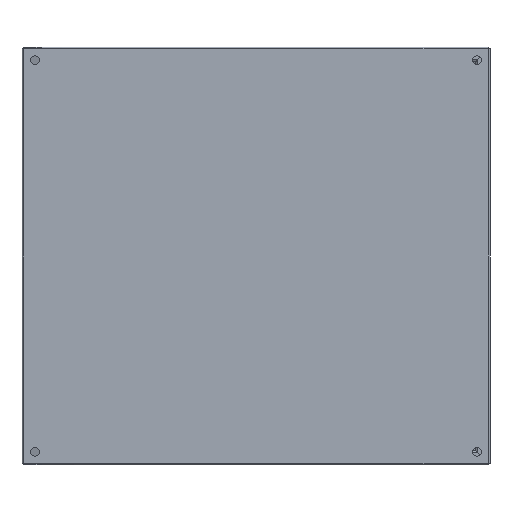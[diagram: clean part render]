
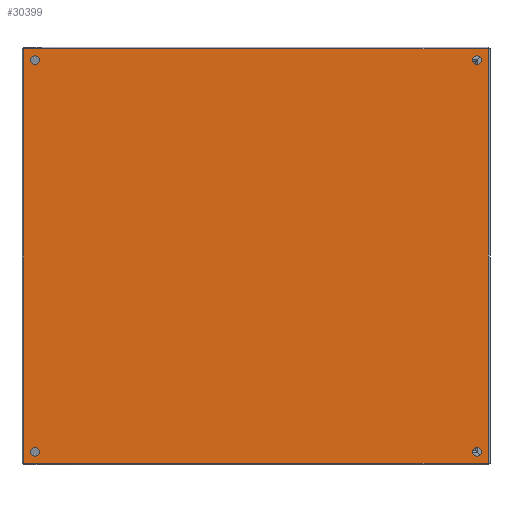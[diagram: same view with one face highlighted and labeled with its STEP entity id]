
A CAD part, left-side view. The second image highlights one B-rep face of the part: STEP entity #30399.
In plain terms, the highlighted face is planar.
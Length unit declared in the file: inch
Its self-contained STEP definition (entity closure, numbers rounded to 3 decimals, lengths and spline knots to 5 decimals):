
#604 = ORIENTED_EDGE ( 'NONE', *, *, #26047, .T. ) ;
#1098 = CIRCLE ( 'NONE', #35316, 0.25 ) ;
#1144 = CARTESIAN_POINT ( 'NONE',  ( 11.5, 0., 12.68209 ) ) ;
#1281 = EDGE_CURVE ( 'NONE', #28882, #26504, #19287, .T. ) ;
#1342 = VECTOR ( 'NONE', #24172, 39.37008 ) ;
#1804 = LINE ( 'NONE', #33787, #26945 ) ;
#2108 = ORIENTED_EDGE ( 'NONE', *, *, #16655, .T. ) ;
#2120 = CIRCLE ( 'NONE', #8775, 0.25 ) ;
#2122 = PLANE ( 'NONE',  #23510 ) ;
#2550 = CIRCLE ( 'NONE', #31465, 0.25 ) ;
#2668 = CARTESIAN_POINT ( 'NONE',  ( 11.25, 0., -12.6975 ) ) ;
#2760 = ORIENTED_EDGE ( 'NONE', *, *, #1281, .T. ) ;
#3287 = CARTESIAN_POINT ( 'NONE',  ( -11.892, 0., 0. ) ) ;
#3602 = DIRECTION ( 'NONE',  ( 0., 0., -1. ) ) ;
#4028 = EDGE_LOOP ( 'NONE', ( #36042, #2108 ) ) ;
#4510 = EDGE_CURVE ( 'NONE', #18733, #15509, #13953, .T. ) ;
#4872 = DIRECTION ( 'NONE',  ( -1., 0., 0. ) ) ;
#5781 = ORIENTED_EDGE ( 'NONE', *, *, #4510, .T. ) ;
#5822 = DIRECTION ( 'NONE',  ( 0., -1., 0. ) ) ;
#6027 = ORIENTED_EDGE ( 'NONE', *, *, #30583, .T. ) ;
#6108 = LINE ( 'NONE', #39027, #1342 ) ;
#6452 = DIRECTION ( 'NONE',  ( -1., 0., 0. ) ) ;
#6484 = DIRECTION ( 'NONE',  ( 0., 0., 1. ) ) ;
#6636 = FACE_BOUND ( 'NONE', #37327, .T. ) ;
#6845 = DIRECTION ( 'NONE',  ( 0., -1., 0. ) ) ;
#7222 = LINE ( 'NONE', #3287, #27114 ) ;
#7987 = CARTESIAN_POINT ( 'NONE',  ( 0., 0., 13.32409 ) ) ;
#7991 = CARTESIAN_POINT ( 'NONE',  ( 11.25, 0., -12.6975 ) ) ;
#8384 = DIRECTION ( 'NONE',  ( -1., 0., 0. ) ) ;
#8775 = AXIS2_PLACEMENT_3D ( 'NONE', #14745, #10898, #28723 ) ;
#8886 = AXIS2_PLACEMENT_3D ( 'NONE', #13362, #31288, #16791 ) ;
#10898 = DIRECTION ( 'NONE',  ( 0., -1., 0. ) ) ;
#11447 = DIRECTION ( 'NONE',  ( -1., 0., 0. ) ) ;
#11736 = DIRECTION ( 'NONE',  ( 0., -1., 0. ) ) ;
#12091 = EDGE_CURVE ( 'NONE', #15509, #18733, #2550, .T. ) ;
#12132 = ORIENTED_EDGE ( 'NONE', *, *, #13652, .T. ) ;
#12601 = CIRCLE ( 'NONE', #20624, 0.25 ) ;
#12617 = EDGE_CURVE ( 'NONE', #26504, #28882, #16709, .T. ) ;
#13219 = ORIENTED_EDGE ( 'NONE', *, *, #26895, .T. ) ;
#13362 = CARTESIAN_POINT ( 'NONE',  ( -11.25, 0., 12.68209 ) ) ;
#13470 = ORIENTED_EDGE ( 'NONE', *, *, #23245, .T. ) ;
#13614 = CARTESIAN_POINT ( 'NONE',  ( 11.892, 0., 13.32409 ) ) ;
#13652 = EDGE_CURVE ( 'NONE', #33098, #27060, #1804, .T. ) ;
#13953 = CIRCLE ( 'NONE', #14853, 0.25 ) ;
#14594 = AXIS2_PLACEMENT_3D ( 'NONE', #15641, #6845, #6452 ) ;
#14745 = CARTESIAN_POINT ( 'NONE',  ( 11.25, 0., 12.68209 ) ) ;
#14765 = FACE_BOUND ( 'NONE', #23507, .T. ) ;
#14853 = AXIS2_PLACEMENT_3D ( 'NONE', #7991, #29293, #4872 ) ;
#15182 = DIRECTION ( 'NONE',  ( -1., 0., 0. ) ) ;
#15356 = CARTESIAN_POINT ( 'NONE',  ( -11.892, 0., 13.32409 ) ) ;
#15404 = EDGE_CURVE ( 'NONE', #32884, #33098, #22369, .T. ) ;
#15509 = VERTEX_POINT ( 'NONE', #32416 ) ;
#15628 = DIRECTION ( 'NONE',  ( 0., -1., 0. ) ) ;
#15641 = CARTESIAN_POINT ( 'NONE',  ( -11.25, 0., -12.6975 ) ) ;
#15710 = ORIENTED_EDGE ( 'NONE', *, *, #12091, .T. ) ;
#15838 = EDGE_CURVE ( 'NONE', #19023, #28836, #25563, .T. ) ;
#16655 = EDGE_CURVE ( 'NONE', #19786, #23436, #12601, .T. ) ;
#16709 = CIRCLE ( 'NONE', #24923, 0.25 ) ;
#16791 = DIRECTION ( 'NONE',  ( -1., 0., 0. ) ) ;
#17428 = ORIENTED_EDGE ( 'NONE', *, *, #29433, .T. ) ;
#17550 = VERTEX_POINT ( 'NONE', #23562 ) ;
#17937 = CARTESIAN_POINT ( 'NONE',  ( 11.25, 0., 12.68209 ) ) ;
#18086 = CARTESIAN_POINT ( 'NONE',  ( -11.5, 0., 12.68209 ) ) ;
#18329 = DIRECTION ( 'NONE',  ( -1., 0., 0. ) ) ;
#18368 = EDGE_CURVE ( 'NONE', #23436, #19786, #2120, .T. ) ;
#18686 = CARTESIAN_POINT ( 'NONE',  ( 0., 0., -13.3395 ) ) ;
#18733 = VERTEX_POINT ( 'NONE', #31942 ) ;
#18974 = VECTOR ( 'NONE', #6484, 39.37008 ) ;
#19023 = VERTEX_POINT ( 'NONE', #27585 ) ;
#19287 = CIRCLE ( 'NONE', #14594, 0.25 ) ;
#19786 = VERTEX_POINT ( 'NONE', #1144 ) ;
#19981 = FACE_BOUND ( 'NONE', #4028, .T. ) ;
#20624 = AXIS2_PLACEMENT_3D ( 'NONE', #17937, #5822, #18329 ) ;
#20725 = DIRECTION ( 'NONE',  ( 0., 1., 0. ) ) ;
#21213 = EDGE_LOOP ( 'NONE', ( #23879, #2760 ) ) ;
#21622 = CARTESIAN_POINT ( 'NONE',  ( -11.892, 0., 0. ) ) ;
#21720 = DIRECTION ( 'NONE',  ( -1., 0., 0. ) ) ;
#22369 = LINE ( 'NONE', #7987, #25636 ) ;
#23245 = EDGE_CURVE ( 'NONE', #17550, #35803, #7222, .T. ) ;
#23436 = VERTEX_POINT ( 'NONE', #28734 ) ;
#23472 = EDGE_LOOP ( 'NONE', ( #604, #13470, #6027, #29770, #12132, #13219 ) ) ;
#23507 = EDGE_LOOP ( 'NONE', ( #17428, #24975 ) ) ;
#23510 = AXIS2_PLACEMENT_3D ( 'NONE', #29705, #20725, #8384 ) ;
#23562 = CARTESIAN_POINT ( 'NONE',  ( -11.892, 0., -13.3395 ) ) ;
#23879 = ORIENTED_EDGE ( 'NONE', *, *, #12617, .T. ) ;
#24172 = DIRECTION ( 'NONE',  ( 0., 0., -1. ) ) ;
#24663 = FACE_OUTER_BOUND ( 'NONE', #23472, .T. ) ;
#24923 = AXIS2_PLACEMENT_3D ( 'NONE', #29418, #29545, #11447 ) ;
#24975 = ORIENTED_EDGE ( 'NONE', *, *, #15838, .T. ) ;
#25563 = CIRCLE ( 'NONE', #8886, 0.25 ) ;
#25636 = VECTOR ( 'NONE', #31883, 39.37008 ) ;
#25736 = CARTESIAN_POINT ( 'NONE',  ( -11.5, 0., -12.6975 ) ) ;
#25952 = VERTEX_POINT ( 'NONE', #36502 ) ;
#26047 = EDGE_CURVE ( 'NONE', #25952, #17550, #29028, .T. ) ;
#26504 = VERTEX_POINT ( 'NONE', #25736 ) ;
#26895 = EDGE_CURVE ( 'NONE', #27060, #25952, #6108, .T. ) ;
#26945 = VECTOR ( 'NONE', #3602, 39.37008 ) ;
#27044 = CARTESIAN_POINT ( 'NONE',  ( -11.892, 0., 12.32409 ) ) ;
#27045 = DIRECTION ( 'NONE',  ( 0., 0., 1. ) ) ;
#27060 = VERTEX_POINT ( 'NONE', #33861 ) ;
#27114 = VECTOR ( 'NONE', #27045, 39.37008 ) ;
#27585 = CARTESIAN_POINT ( 'NONE',  ( -11., 0., 12.68209 ) ) ;
#28723 = DIRECTION ( 'NONE',  ( -1., 0., 0. ) ) ;
#28734 = CARTESIAN_POINT ( 'NONE',  ( 11., 0., 12.68209 ) ) ;
#28836 = VERTEX_POINT ( 'NONE', #18086 ) ;
#28882 = VERTEX_POINT ( 'NONE', #39271 ) ;
#29028 = LINE ( 'NONE', #18686, #33242 ) ;
#29293 = DIRECTION ( 'NONE',  ( 0., -1., 0. ) ) ;
#29418 = CARTESIAN_POINT ( 'NONE',  ( -11.25, 0., -12.6975 ) ) ;
#29433 = EDGE_CURVE ( 'NONE', #28836, #19023, #1098, .T. ) ;
#29545 = DIRECTION ( 'NONE',  ( 0., -1., 0. ) ) ;
#29705 = CARTESIAN_POINT ( 'NONE',  ( 0., 0., 0. ) ) ;
#29770 = ORIENTED_EDGE ( 'NONE', *, *, #15404, .T. ) ;
#30300 = CARTESIAN_POINT ( 'NONE',  ( -11.25, 0., 12.68209 ) ) ;
#30399 = ADVANCED_FACE ( 'NONE', ( #24663, #6636, #19981, #14765, #37933 ), #2122, .T. ) ;
#30583 = EDGE_CURVE ( 'NONE', #35803, #32884, #34997, .T. ) ;
#31288 = DIRECTION ( 'NONE',  ( 0., -1., 0. ) ) ;
#31465 = AXIS2_PLACEMENT_3D ( 'NONE', #2668, #11736, #15182 ) ;
#31883 = DIRECTION ( 'NONE',  ( 1., 0., 0. ) ) ;
#31942 = CARTESIAN_POINT ( 'NONE',  ( 11.5, 0., -12.6975 ) ) ;
#32416 = CARTESIAN_POINT ( 'NONE',  ( 11., 0., -12.6975 ) ) ;
#32884 = VERTEX_POINT ( 'NONE', #15356 ) ;
#33098 = VERTEX_POINT ( 'NONE', #13614 ) ;
#33242 = VECTOR ( 'NONE', #21720, 39.37008 ) ;
#33787 = CARTESIAN_POINT ( 'NONE',  ( 11.892, 0., 0. ) ) ;
#33861 = CARTESIAN_POINT ( 'NONE',  ( 11.892, 0., 12.32409 ) ) ;
#34997 = LINE ( 'NONE', #21622, #18974 ) ;
#35316 = AXIS2_PLACEMENT_3D ( 'NONE', #30300, #15628, #36622 ) ;
#35803 = VERTEX_POINT ( 'NONE', #27044 ) ;
#36042 = ORIENTED_EDGE ( 'NONE', *, *, #18368, .T. ) ;
#36502 = CARTESIAN_POINT ( 'NONE',  ( 11.892, 0., -13.3395 ) ) ;
#36622 = DIRECTION ( 'NONE',  ( -1., 0., 0. ) ) ;
#37327 = EDGE_LOOP ( 'NONE', ( #15710, #5781 ) ) ;
#37933 = FACE_BOUND ( 'NONE', #21213, .T. ) ;
#39027 = CARTESIAN_POINT ( 'NONE',  ( 11.892, 0., 0. ) ) ;
#39271 = CARTESIAN_POINT ( 'NONE',  ( -11., 0., -12.6975 ) ) ;
